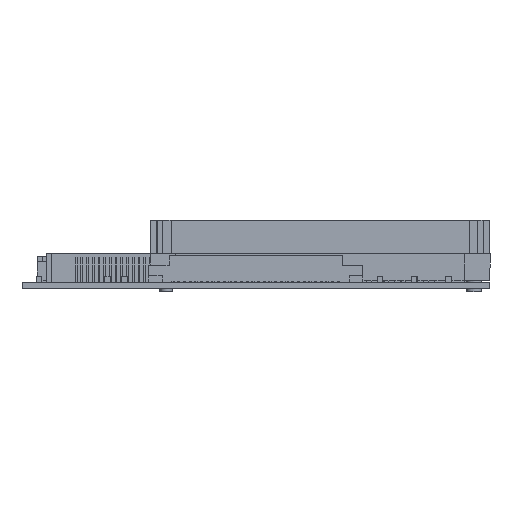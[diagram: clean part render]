
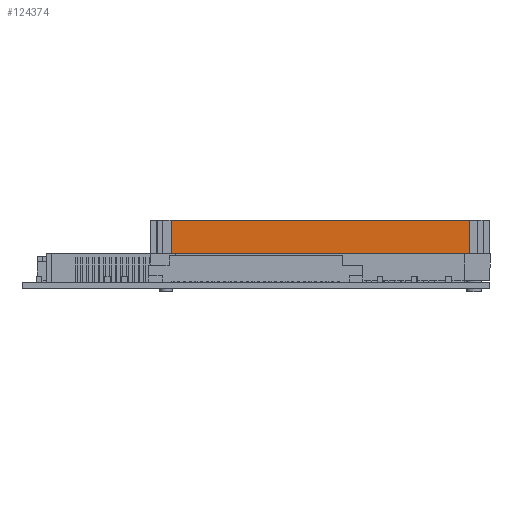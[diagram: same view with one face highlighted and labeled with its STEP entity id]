
A CAD part, left-side view. The second image highlights one B-rep face of the part: STEP entity #124374.
In plain terms, the highlighted face is planar.
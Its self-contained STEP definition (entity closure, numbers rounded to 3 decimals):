
#122887 = PLANE('',#122888);
#122888 = AXIS2_PLACEMENT_3D('',#122889,#122890,#122891);
#122889 = CARTESIAN_POINT('',(0.,2.5,0.725));
#122890 = DIRECTION('',(0.,1.,0.));
#122891 = DIRECTION('',(0.,0.,1.));
#123982 = PLANE('',#123983);
#123983 = AXIS2_PLACEMENT_3D('',#123984,#123985,#123986);
#123984 = CARTESIAN_POINT('',(14.9,5.45,0.));
#123985 = DIRECTION('',(0.,1.,0.));
#123986 = DIRECTION('',(-1.,0.,0.));
#124287 = PLANE('',#124288);
#124288 = AXIS2_PLACEMENT_3D('',#124289,#124290,#124291);
#124289 = CARTESIAN_POINT('',(-13.07,5.45,0.85));
#124290 = DIRECTION('',(1.,0.,0.));
#124291 = DIRECTION('',(0.,0.,1.));
#124303 = VERTEX_POINT('',#124304);
#124304 = CARTESIAN_POINT('',(-13.07,5.45,0.85));
#124327 = VERTEX_POINT('',#124328);
#124328 = CARTESIAN_POINT('',(-13.07,2.5,0.85));
#124349 = EDGE_CURVE('',#124303,#124327,#124350,.T.);
#124350 = SURFACE_CURVE('',#124351,(#124355,#124362),.PCURVE_S1.);
#124351 = LINE('',#124352,#124353);
#124352 = CARTESIAN_POINT('',(-13.07,5.45,0.85));
#124353 = VECTOR('',#124354,1.);
#124354 = DIRECTION('',(0.,-1.,0.));
#124355 = PCURVE('',#124287,#124356);
#124356 = DEFINITIONAL_REPRESENTATION('',(#124357),#124361);
#124357 = LINE('',#124358,#124359);
#124358 = CARTESIAN_POINT('',(0.,0.));
#124359 = VECTOR('',#124360,1.);
#124360 = DIRECTION('',(0.,1.));
#124361 = ( GEOMETRIC_REPRESENTATION_CONTEXT(2) 
PARAMETRIC_REPRESENTATION_CONTEXT() REPRESENTATION_CONTEXT('2D SPACE',''
  ) );
#124362 = PCURVE('',#124363,#124368);
#124363 = PLANE('',#124364);
#124364 = AXIS2_PLACEMENT_3D('',#124365,#124366,#124367);
#124365 = CARTESIAN_POINT('',(13.07,5.45,0.85));
#124366 = DIRECTION('',(0.,0.,1.));
#124367 = DIRECTION('',(-1.,0.,0.));
#124368 = DEFINITIONAL_REPRESENTATION('',(#124369),#124373);
#124369 = LINE('',#124370,#124371);
#124370 = CARTESIAN_POINT('',(26.14,0.));
#124371 = VECTOR('',#124372,1.);
#124372 = DIRECTION('',(0.,1.));
#124373 = ( GEOMETRIC_REPRESENTATION_CONTEXT(2) 
PARAMETRIC_REPRESENTATION_CONTEXT() REPRESENTATION_CONTEXT('2D SPACE',''
  ) );
#124374 = ADVANCED_FACE('',(#124375),#124363,.T.);
#124375 = FACE_BOUND('',#124376,.T.);
#124376 = EDGE_LOOP('',(#124377,#124400,#124401,#124424));
#124377 = ORIENTED_EDGE('',*,*,#124378,.F.);
#124378 = EDGE_CURVE('',#124303,#124379,#124381,.T.);
#124379 = VERTEX_POINT('',#124380);
#124380 = CARTESIAN_POINT('',(13.07,5.45,0.85));
#124381 = SURFACE_CURVE('',#124382,(#124386,#124393),.PCURVE_S1.);
#124382 = LINE('',#124383,#124384);
#124383 = CARTESIAN_POINT('',(-13.07,5.45,0.85));
#124384 = VECTOR('',#124385,1.);
#124385 = DIRECTION('',(1.,0.,0.));
#124386 = PCURVE('',#124363,#124387);
#124387 = DEFINITIONAL_REPRESENTATION('',(#124388),#124392);
#124388 = LINE('',#124389,#124390);
#124389 = CARTESIAN_POINT('',(26.14,0.));
#124390 = VECTOR('',#124391,1.);
#124391 = DIRECTION('',(-1.,0.));
#124392 = ( GEOMETRIC_REPRESENTATION_CONTEXT(2) 
PARAMETRIC_REPRESENTATION_CONTEXT() REPRESENTATION_CONTEXT('2D SPACE',''
  ) );
#124393 = PCURVE('',#123982,#124394);
#124394 = DEFINITIONAL_REPRESENTATION('',(#124395),#124399);
#124395 = LINE('',#124396,#124397);
#124396 = CARTESIAN_POINT('',(27.97,0.85));
#124397 = VECTOR('',#124398,1.);
#124398 = DIRECTION('',(-1.,0.));
#124399 = ( GEOMETRIC_REPRESENTATION_CONTEXT(2) 
PARAMETRIC_REPRESENTATION_CONTEXT() REPRESENTATION_CONTEXT('2D SPACE',''
  ) );
#124400 = ORIENTED_EDGE('',*,*,#124349,.T.);
#124401 = ORIENTED_EDGE('',*,*,#124402,.T.);
#124402 = EDGE_CURVE('',#124327,#124403,#124405,.T.);
#124403 = VERTEX_POINT('',#124404);
#124404 = CARTESIAN_POINT('',(13.07,2.5,0.85));
#124405 = SURFACE_CURVE('',#124406,(#124410,#124417),.PCURVE_S1.);
#124406 = LINE('',#124407,#124408);
#124407 = CARTESIAN_POINT('',(-13.07,2.5,0.85));
#124408 = VECTOR('',#124409,1.);
#124409 = DIRECTION('',(1.,0.,0.));
#124410 = PCURVE('',#124363,#124411);
#124411 = DEFINITIONAL_REPRESENTATION('',(#124412),#124416);
#124412 = LINE('',#124413,#124414);
#124413 = CARTESIAN_POINT('',(26.14,2.95));
#124414 = VECTOR('',#124415,1.);
#124415 = DIRECTION('',(-1.,0.));
#124416 = ( GEOMETRIC_REPRESENTATION_CONTEXT(2) 
PARAMETRIC_REPRESENTATION_CONTEXT() REPRESENTATION_CONTEXT('2D SPACE',''
  ) );
#124417 = PCURVE('',#122887,#124418);
#124418 = DEFINITIONAL_REPRESENTATION('',(#124419),#124423);
#124419 = LINE('',#124420,#124421);
#124420 = CARTESIAN_POINT('',(0.125,-13.07));
#124421 = VECTOR('',#124422,1.);
#124422 = DIRECTION('',(0.,1.));
#124423 = ( GEOMETRIC_REPRESENTATION_CONTEXT(2) 
PARAMETRIC_REPRESENTATION_CONTEXT() REPRESENTATION_CONTEXT('2D SPACE',''
  ) );
#124424 = ORIENTED_EDGE('',*,*,#124425,.F.);
#124425 = EDGE_CURVE('',#124379,#124403,#124426,.T.);
#124426 = SURFACE_CURVE('',#124427,(#124431,#124438),.PCURVE_S1.);
#124427 = LINE('',#124428,#124429);
#124428 = CARTESIAN_POINT('',(13.07,5.45,0.85));
#124429 = VECTOR('',#124430,1.);
#124430 = DIRECTION('',(0.,-1.,0.));
#124431 = PCURVE('',#124363,#124432);
#124432 = DEFINITIONAL_REPRESENTATION('',(#124433),#124437);
#124433 = LINE('',#124434,#124435);
#124434 = CARTESIAN_POINT('',(0.,0.));
#124435 = VECTOR('',#124436,1.);
#124436 = DIRECTION('',(0.,1.));
#124437 = ( GEOMETRIC_REPRESENTATION_CONTEXT(2) 
PARAMETRIC_REPRESENTATION_CONTEXT() REPRESENTATION_CONTEXT('2D SPACE',''
  ) );
#124438 = PCURVE('',#124439,#124444);
#124439 = PLANE('',#124440);
#124440 = AXIS2_PLACEMENT_3D('',#124441,#124442,#124443);
#124441 = CARTESIAN_POINT('',(13.07,5.45,1.45));
#124442 = DIRECTION('',(-1.,0.,0.));
#124443 = DIRECTION('',(0.,0.,-1.));
#124444 = DEFINITIONAL_REPRESENTATION('',(#124445),#124449);
#124445 = LINE('',#124446,#124447);
#124446 = CARTESIAN_POINT('',(0.6,0.));
#124447 = VECTOR('',#124448,1.);
#124448 = DIRECTION('',(0.,1.));
#124449 = ( GEOMETRIC_REPRESENTATION_CONTEXT(2) 
PARAMETRIC_REPRESENTATION_CONTEXT() REPRESENTATION_CONTEXT('2D SPACE',''
  ) );
